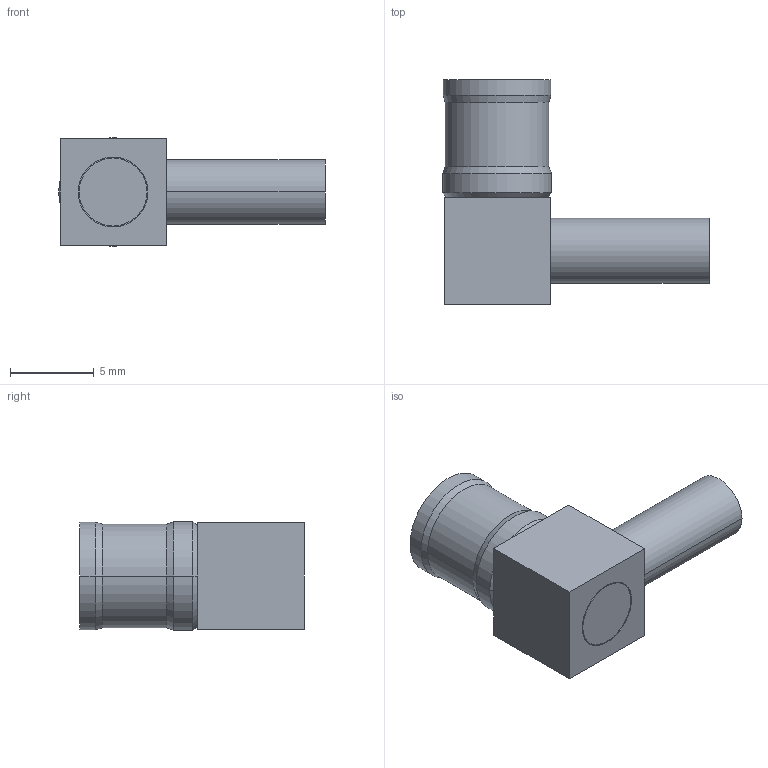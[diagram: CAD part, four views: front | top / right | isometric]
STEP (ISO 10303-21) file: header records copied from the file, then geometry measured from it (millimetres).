
FILE_DESCRIPTION (( 'STEP AP203' ), '1' );
FILE_NAME ('PE4052.step', '2018-07-23T22:20:54', ( '' ), ( '' ), 'SwSTEP 2.0', 'SolidWorks 2017', '' );
FILE_SCHEMA (( 'CONFIG_CONTROL_DESIGN' ));
Length unit declared in the file: inch
Products named in the file (1): PE4052
Bounding box: 15.93 x 13.42 x 6.5 mm (x, y, z)
Volume: 509.4 mm3; surface area: 889 mm2
Topology: 4 solids, 4 shells, 111 faces, 272 edges, 176 vertices
Faces by surface type: plane 51, cylinder 30, torus 16, cone 14
Entity records: 3443 total; most frequent: CARTESIAN_POINT 688, DIRECTION 584, ORIENTED_EDGE 544, EDGE_CURVE 272, AXIS2_PLACEMENT_3D 232, VERTEX_POINT 176, EDGE_LOOP 122, VECTOR 120
